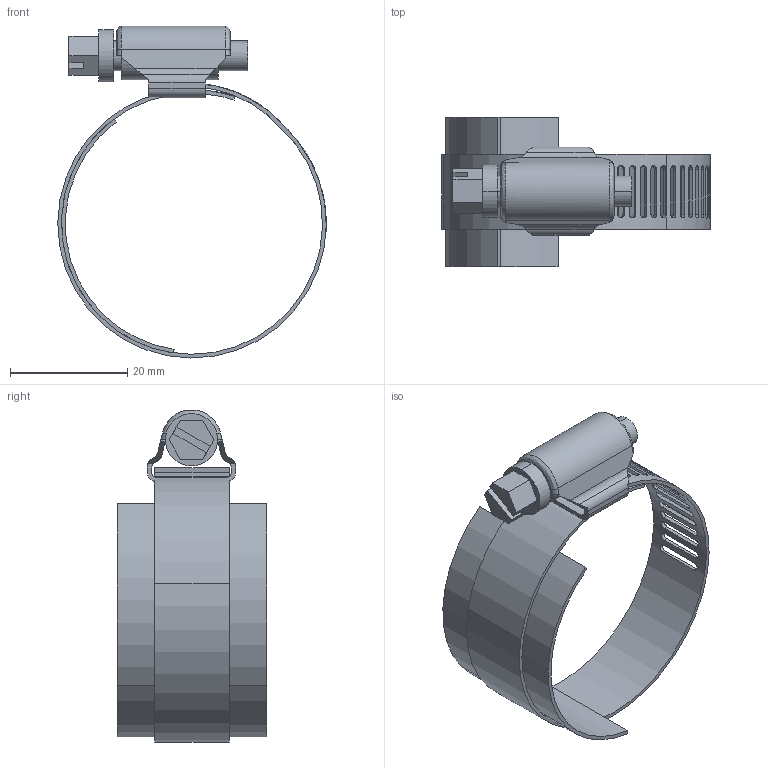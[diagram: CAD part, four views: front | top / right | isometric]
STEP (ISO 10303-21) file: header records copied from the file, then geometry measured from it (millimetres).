
FILE_DESCRIPTION (( 'STEP AP214' ), '1' );
FILE_NAME ('TK-2.STEP', '2019-07-30T18:30:40', ( '' ), ( '' ), 'SwSTEP 2.0', 'SolidWorks 2019', '' );
FILE_SCHEMA (( 'AUTOMOTIVE_DESIGN' ));
Length unit declared in the file: inch
Products named in the file (11): 4037-0003^9090-0160; U4^1009-0001; U3^1009-0001; TK-2; 1009-0001; U5^1009-0001; 9090-0160
Assembly tree (6 placements, depth 4):
  4037-0003^9090-0160
  TK-2
    9090-0160
      1009-0001
        U3^1009-0001
        U4^1009-0001
        U5^1009-0001
      4037-0003^9090-0160
  U5^1009-0001
  U3^1009-0001
  U4^1009-0001
Bounding box: 45.72 x 25.4 x 56.53 mm (x, y, z)
Volume: 3273.6 mm3; surface area: 8966.6 mm2
Topology: 3 solids, 8 shells, 176 faces, 517 edges, 343 vertices
Faces by surface type: plane 93, cylinder 81, bspline 2
Entity records: 7099 total; most frequent: CARTESIAN_POINT 2268, ORIENTED_EDGE 970, DIRECTION 852, EDGE_CURVE 513, VERTEX_POINT 343, LINE 330, VECTOR 330, AXIS2_PLACEMENT_3D 261
